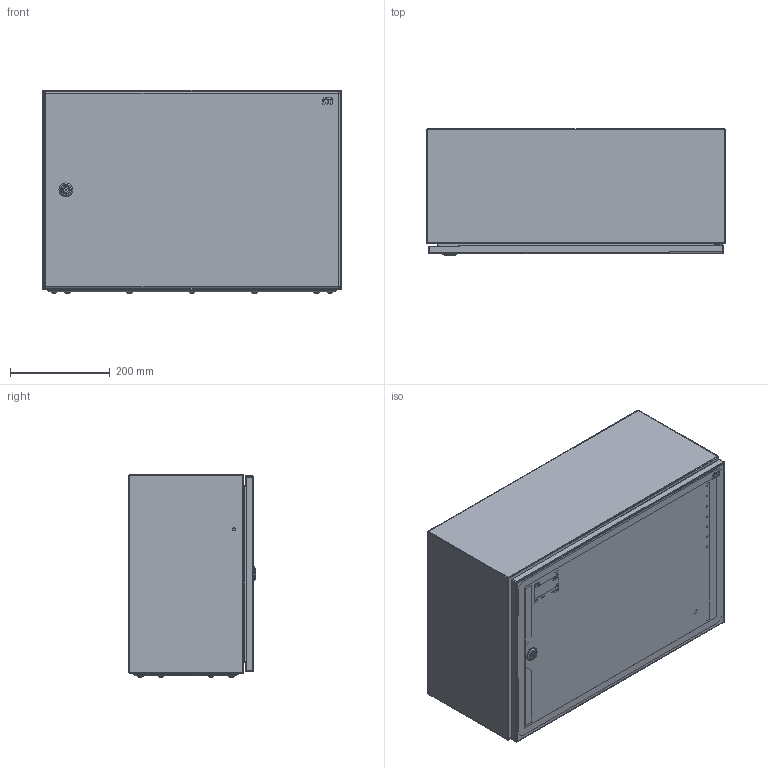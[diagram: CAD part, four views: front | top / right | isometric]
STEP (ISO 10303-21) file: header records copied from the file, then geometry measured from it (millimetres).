
FILE_DESCRIPTION((''),'2;1');
FILE_NAME('GT_40_60_25_ASM','2021-11-04T',('marketing.praksa'),('Audax d.o.o.'),'CREO PARAMETRIC BY PTC INC, 2017480','CREO PARAMETRIC BY PTC INC, 2017480','');
FILE_SCHEMA(('AUTOMOTIVE_DESIGN { 1 0 10303 214 1 1 1 1 }'));
Products named in the file (43): DRZWI_1_2_3_4_5_6_7_8_9_69_1_1; DRZWI_1_2_3_4_5_6_7_8__70_1_1; ZAWIAS_3_ST47_002_ELEMENT-40335; ZAWIAS_3_ST47_002_ELEMENT-40336; DRZWI_1_2_3_4_5_6_7_8__71_1_1; DRZWI_1_2_3_4_5_6_7_8__72_1_1; DRZWI_1_2_3_4_5_6_7_8__73_1_1; 1_EB_1000-U6_H__KORPUS_1_2_3_16; 1_EB_1000-U6_H__WK_ADKA_1_2__18; 1_EB_1000-U6_H__SRUBA_1_2_3__17; DRZWI_1_2_3_4_5_6_7_8__74_1_1; 1_EB_1000-U6_H__NAKR_TKA_1_2_20; DRZWI_1_2_3_4_5_6_7_8__75_1_1; ANSI_B27_7M_3CMI-4-40346_1_1; DRZWI_1_2_3_4_5_6_7_8__76_1_1; DRZWI_1_2_3_4_5_6_7_8__77_1_1; ANSI_B27_7M_3CMI-4-40349_1_1; DRZWI_1_2_3_4_5_6_7_8__78_1_1; ETI_LOGO_1_1_1_1_1_2_3_4_5_6_14; ETI_LOGO_2_1_1_1_1_2_3_4_5_6_14; ETI_LOGO_3_1_1_1_1_2_3_4_5_6_14; KOR_GT_40-60-25_1_1; PRZEPUST_1_2_3_4_5_6_7_8_9_1_13; ZAWIAS_1_2_3_4_5_6_7_8_9_10__13; TULEJA_1_2_3_4_5_6_7_8_9_10__13; PLYTA_1_2_3_4_5_6_7_8_9_10_1_13; NAKRETKA_M8_1_2_3_4_5_6_7_8__13; ZASLEPKA_10_7_1_2_3_4_5_6_7__11; SCREWS_40-60-25_1_1; SCREWS_40-60-25_1_2; SCREWS_40-60-25_1_3; SCREWS_40-60-25_1_4; SCREWS_40-60-25_1_5; SCREWS_40-60-25_1_6; SCREWS_40-60-25_1_7; SCREWS_40-60-25_1_8; SCREWS_40-60-25_1_9; SCREWS_40-60-25_1_10; SCREWS_40-60-25_1_11; SCREWS_40-60-25_1_12 ...
Assembly tree (52 placements, depth 2):
  GT_40_60_25_ASM
    DRZWI_1_2_3_4_5_6_7_8_9_69_1_1
    DRZWI_1_2_3_4_5_6_7_8__70_1_1
    ZAWIAS_3_ST47_002_ELEMENT-40335
    ZAWIAS_3_ST47_002_ELEMENT-40336
    DRZWI_1_2_3_4_5_6_7_8__71_1_1
    DRZWI_1_2_3_4_5_6_7_8__72_1_1
    DRZWI_1_2_3_4_5_6_7_8__73_1_1
    1_EB_1000-U6_H__KORPUS_1_2_3_16
    1_EB_1000-U6_H__WK_ADKA_1_2__18
    1_EB_1000-U6_H__SRUBA_1_2_3__17
    DRZWI_1_2_3_4_5_6_7_8__74_1_1
    1_EB_1000-U6_H__NAKR_TKA_1_2_20
    DRZWI_1_2_3_4_5_6_7_8__75_1_1
    ANSI_B27_7M_3CMI-4-40346_1_1
    DRZWI_1_2_3_4_5_6_7_8__76_1_1
    DRZWI_1_2_3_4_5_6_7_8__77_1_1
    ANSI_B27_7M_3CMI-4-40349_1_1
    DRZWI_1_2_3_4_5_6_7_8__78_1_1
    ETI_LOGO_1_1_1_1_1_2_3_4_5_6_14
    ETI_LOGO_2_1_1_1_1_2_3_4_5_6_14
    ETI_LOGO_3_1_1_1_1_2_3_4_5_6_14
    KOR_GT_40-60-25_1_1
    PRZEPUST_1_2_3_4_5_6_7_8_9_1_13
    ZAWIAS_1_2_3_4_5_6_7_8_9_10__13  x2
    TULEJA_1_2_3_4_5_6_7_8_9_10__13  x4
    PLYTA_1_2_3_4_5_6_7_8_9_10_1_13
    NAKRETKA_M8_1_2_3_4_5_6_7_8__13  x4
    ZASLEPKA_10_7_1_2_3_4_5_6_7__11  x4
    SCREWS_40-60-25_1_1
    SCREWS_40-60-25_1_2
    SCREWS_40-60-25_1_3
    SCREWS_40-60-25_1_4
    SCREWS_40-60-25_1_5
    SCREWS_40-60-25_1_6
    SCREWS_40-60-25_1_7
    SCREWS_40-60-25_1_8
    SCREWS_40-60-25_1_9
    SCREWS_40-60-25_1_10
    SCREWS_40-60-25_1_11
    SCREWS_40-60-25_1_12
    SCREWS_40-60-25_1_13
    SCREWS_40-60-25_1_14
Bounding box: 600 x 256.6 x 408.21 mm (x, y, z)
Volume: 2104653.2 mm3; surface area: 2716101.9 mm2
Topology: 52 solids, 52 shells, 2761 faces, 7584 edges, 5046 vertices
Faces by surface type: plane 1220, cylinder 986, torus 164, extrusion 136, cone 132, bspline 65, sphere 58
Entity records: 99391 total; most frequent: CARTESIAN_POINT 19004, DIRECTION 12091, ORIENTED_EDGE 11652, PRESENTATION_STYLE_ASSIGNMENT 6375, STYLED_ITEM 6375, CURVE_STYLE 5826, EDGE_CURVE 5826, AXIS2_PLACEMENT_3D 4513
